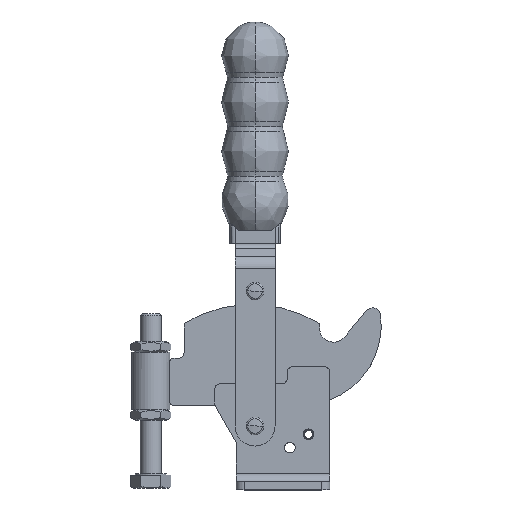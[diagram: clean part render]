
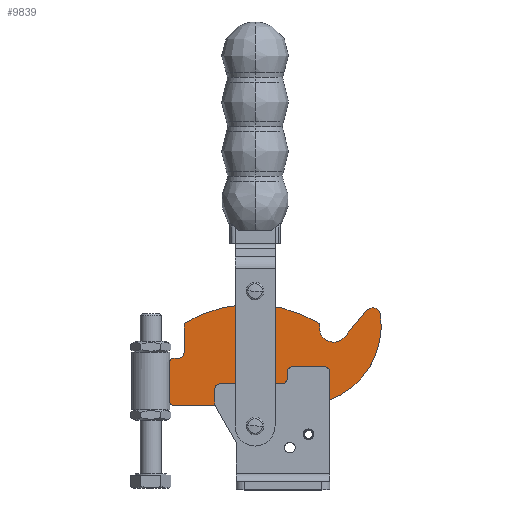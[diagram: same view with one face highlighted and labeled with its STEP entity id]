
A CAD part, top view. The second image highlights one B-rep face of the part: STEP entity #9839.
In plain terms, the highlighted planar face has unit normal (0, 0, 1).
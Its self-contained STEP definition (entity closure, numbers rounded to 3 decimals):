
#9067=CARTESIAN_POINT('',(24.,36.213,9.));
#9068=VERTEX_POINT('',#9067);
#9077=CARTESIAN_POINT('',(30.,36.213,9.));
#9078=VERTEX_POINT('',#9077);
#9079=CARTESIAN_POINT('',(27.,36.213,9.));
#9080=DIRECTION('',(0.0,0.0,-1.0));
#9081=DIRECTION('',(-1.0,0.0,0.0));
#9082=AXIS2_PLACEMENT_3D('',#9079,#9080,#9081);
#9083=CIRCLE('',#9082,3.);
#9084=EDGE_CURVE('',#9078,#9068,#9083,.T.);
#9111=CARTESIAN_POINT('',(-24.567,45.421,9.));
#9112=VERTEX_POINT('',#9111);
#9136=CARTESIAN_POINT('',(-24.86,44.713,9.));
#9137=VERTEX_POINT('',#9136);
#9144=CARTESIAN_POINT('',(-23.86,44.713,9.));
#9145=DIRECTION('',(0.,0.,-1.));
#9146=DIRECTION('',(-0.707,0.707,0.));
#9147=AXIS2_PLACEMENT_3D('',#9144,#9145,#9146);
#9148=CIRCLE('',#9147,1.0);
#9149=EDGE_CURVE('',#9137,#9112,#9148,.T.);
#9161=CARTESIAN_POINT('',(-24.567,28.506,9.));
#9162=VERTEX_POINT('',#9161);
#9178=CARTESIAN_POINT('',(-23.86,28.213,9.));
#9179=VERTEX_POINT('',#9178);
#9186=CARTESIAN_POINT('',(-23.86,29.213,9.));
#9187=DIRECTION('',(0.,0.,-1.0));
#9188=DIRECTION('',(-0.707,-0.707,0.));
#9189=AXIS2_PLACEMENT_3D('',#9186,#9187,#9188);
#9190=CIRCLE('',#9189,1.0);
#9191=EDGE_CURVE('',#9179,#9162,#9190,.T.);
#9203=CARTESIAN_POINT('',(-19.37,58.713,9.));
#9204=VERTEX_POINT('',#9203);
#9220=CARTESIAN_POINT('',(-19.5,58.219,9.));
#9221=VERTEX_POINT('',#9220);
#9228=CARTESIAN_POINT('',(-18.5,58.219,9.));
#9229=DIRECTION('',(0.,0.,-1.));
#9230=DIRECTION('',(-0.87,0.493,0.));
#9231=AXIS2_PLACEMENT_3D('',#9228,#9229,#9230);
#9232=CIRCLE('',#9231,1.0);
#9233=EDGE_CURVE('',#9221,#9204,#9232,.T.);
#9245=CARTESIAN_POINT('',(31.096,58.527,9.));
#9246=VERTEX_POINT('',#9245);
#9262=CARTESIAN_POINT('',(30.706,58.962,9.));
#9263=VERTEX_POINT('',#9262);
#9270=CARTESIAN_POINT('',(30.189,58.106,9.));
#9271=DIRECTION('',(0.,0.,-1.0));
#9272=DIRECTION('',(0.907,0.421,0.));
#9273=AXIS2_PLACEMENT_3D('',#9270,#9271,#9272);
#9274=CIRCLE('',#9273,1.);
#9275=EDGE_CURVE('',#9263,#9246,#9274,.T.);
#9287=CARTESIAN_POINT('',(-20.232,46.446,9.));
#9288=VERTEX_POINT('',#9287);
#9304=CARTESIAN_POINT('',(-22.,45.713,9.));
#9305=VERTEX_POINT('',#9304);
#9312=CARTESIAN_POINT('',(-22.,48.213,9.));
#9313=DIRECTION('',(0.,0.,1.));
#9314=DIRECTION('',(0.707,-0.707,0.));
#9315=AXIS2_PLACEMENT_3D('',#9312,#9313,#9314);
#9316=CIRCLE('',#9315,2.5);
#9317=EDGE_CURVE('',#9305,#9288,#9316,.T.);
#9359=CARTESIAN_POINT('',(-19.5,48.213,9.));
#9360=VERTEX_POINT('',#9359);
#9361=CARTESIAN_POINT('',(-22.,48.213,9.));
#9362=DIRECTION('',(0.,0.,1.));
#9363=DIRECTION('',(0.707,-0.707,0.));
#9364=AXIS2_PLACEMENT_3D('',#9361,#9362,#9363);
#9365=CIRCLE('',#9364,2.5);
#9366=EDGE_CURVE('',#9288,#9360,#9365,.T.);
#9400=CARTESIAN_POINT('',(-23.86,45.713,9.));
#9401=VERTEX_POINT('',#9400);
#9408=CARTESIAN_POINT('',(-23.86,45.713,9.));
#9409=DIRECTION('',(1.0,0.0,0.0));
#9410=VECTOR('',#9409,1.86);
#9411=LINE('',#9408,#9410);
#9412=EDGE_CURVE('',#9401,#9305,#9411,.T.);
#9423=CARTESIAN_POINT('',(31.176,57.948,9.));
#9424=VERTEX_POINT('',#9423);
#9425=CARTESIAN_POINT('',(30.189,58.106,9.));
#9426=DIRECTION('',(0.,0.,-1.0));
#9427=DIRECTION('',(0.907,0.421,0.));
#9428=AXIS2_PLACEMENT_3D('',#9425,#9426,#9427);
#9429=CIRCLE('',#9428,1.);
#9430=EDGE_CURVE('',#9246,#9424,#9429,.T.);
#9465=CARTESIAN_POINT('',(-19.013,59.078,9.));
#9466=VERTEX_POINT('',#9465);
#9473=CARTESIAN_POINT('',(5.75,17.643,9.));
#9474=DIRECTION('',(0.,0.,-1.));
#9475=DIRECTION('',(0.53,0.848,0.));
#9476=AXIS2_PLACEMENT_3D('',#9473,#9474,#9475);
#9477=CIRCLE('',#9476,48.27);
#9478=EDGE_CURVE('',#9466,#9263,#9477,.T.);
#9585=CARTESIAN_POINT('',(-18.5,58.219,9.));
#9586=DIRECTION('',(0.,0.,-1.));
#9587=DIRECTION('',(-0.87,0.493,0.));
#9588=AXIS2_PLACEMENT_3D('',#9585,#9586,#9587);
#9589=CIRCLE('',#9588,1.0);
#9590=EDGE_CURVE('',#9204,#9466,#9589,.T.);
#9603=CARTESIAN_POINT('',(-19.5,48.213,9.));
#9604=DIRECTION('',(0.0,1.0,0.0));
#9605=VECTOR('',#9604,10.006);
#9606=LINE('',#9603,#9605);
#9607=EDGE_CURVE('',#9360,#9221,#9606,.T.);
#9620=CARTESIAN_POINT('',(-24.86,29.213,9.));
#9621=VERTEX_POINT('',#9620);
#9622=CARTESIAN_POINT('',(-23.86,29.213,9.));
#9623=DIRECTION('',(0.,0.,-1.0));
#9624=DIRECTION('',(-0.707,-0.707,0.));
#9625=AXIS2_PLACEMENT_3D('',#9622,#9623,#9624);
#9626=CIRCLE('',#9625,1.0);
#9627=EDGE_CURVE('',#9162,#9621,#9626,.T.);
#9647=CARTESIAN_POINT('',(24.35,28.213,9.));
#9648=VERTEX_POINT('',#9647);
#9655=CARTESIAN_POINT('',(24.35,28.213,9.));
#9656=DIRECTION('',(-1.0,0.0,0.0));
#9657=VECTOR('',#9656,48.21);
#9658=LINE('',#9655,#9657);
#9659=EDGE_CURVE('',#9648,#9179,#9658,.T.);
#9670=CARTESIAN_POINT('',(-23.86,44.713,9.));
#9671=DIRECTION('',(0.,0.,-1.));
#9672=DIRECTION('',(-0.707,0.707,0.));
#9673=AXIS2_PLACEMENT_3D('',#9670,#9671,#9672);
#9674=CIRCLE('',#9673,1.0);
#9675=EDGE_CURVE('',#9112,#9401,#9674,.T.);
#9690=CARTESIAN_POINT('',(27.,36.213,9.));
#9691=DIRECTION('',(0.0,0.0,-1.0));
#9692=DIRECTION('',(-1.0,0.0,0.0));
#9693=AXIS2_PLACEMENT_3D('',#9690,#9691,#9692);
#9694=CIRCLE('',#9693,3.);
#9695=EDGE_CURVE('',#9068,#9078,#9694,.T.);
#9707=CARTESIAN_POINT('',(-24.86,29.213,9.));
#9708=DIRECTION('',(0.0,1.0,0.0));
#9709=VECTOR('',#9708,15.5);
#9710=LINE('',#9707,#9709);
#9711=EDGE_CURVE('',#9621,#9137,#9710,.T.);
#9723=CARTESIAN_POINT('',(40.484,53.724,9.));
#9724=VERTEX_POINT('',#9723);
#9725=CARTESIAN_POINT('',(36.41,57.113,9.0));
#9726=DIRECTION('',(0.,0.,1.0));
#9727=DIRECTION('',(0.961,-0.278,0.));
#9728=AXIS2_PLACEMENT_3D('',#9725,#9726,#9727);
#9729=CIRCLE('',#9728,5.3);
#9730=EDGE_CURVE('',#9424,#9724,#9729,.T.);
#9747=CARTESIAN_POINT('',(48.686,63.582,9.));
#9748=VERTEX_POINT('',#9747);
#9749=CARTESIAN_POINT('',(40.484,53.724,9.));
#9750=DIRECTION('',(0.64,0.769,0.));
#9751=VECTOR('',#9750,12.824);
#9752=LINE('',#9749,#9751);
#9753=EDGE_CURVE('',#9724,#9748,#9752,.T.);
#9771=CARTESIAN_POINT('',(53.965,62.062,9.));
#9772=VERTEX_POINT('',#9771);
#9773=CARTESIAN_POINT('',(50.992,61.664,9.));
#9774=DIRECTION('',(0.,0.,-1.0));
#9775=DIRECTION('',(0.991,0.133,0.));
#9776=AXIS2_PLACEMENT_3D('',#9773,#9774,#9775);
#9777=CIRCLE('',#9776,3.);
#9778=EDGE_CURVE('',#9748,#9772,#9777,.T.);
#9796=CARTESIAN_POINT('',(24.35,58.093,9.));
#9797=DIRECTION('',(0.0,0.0,-1.0));
#9798=DIRECTION('',(0.0,-1.0,0.0));
#9799=AXIS2_PLACEMENT_3D('',#9796,#9797,#9798);
#9800=CIRCLE('',#9799,29.88);
#9801=EDGE_CURVE('',#9772,#9648,#9800,.T.);
#9809=CARTESIAN_POINT('',(14.094,46.498,9.));
#9810=DIRECTION('',(0.0,0.0,1.0));
#9811=DIRECTION('',(1.0,0.0,0.0));
#9812=AXIS2_PLACEMENT_3D('',#9809,#9810,#9811);
#9813=PLANE('',#9812);
#9814=ORIENTED_EDGE('',*,*,#9275,.F.);
#9815=ORIENTED_EDGE('',*,*,#9478,.F.);
#9816=ORIENTED_EDGE('',*,*,#9590,.F.);
#9817=ORIENTED_EDGE('',*,*,#9233,.F.);
#9818=ORIENTED_EDGE('',*,*,#9607,.F.);
#9819=ORIENTED_EDGE('',*,*,#9366,.F.);
#9820=ORIENTED_EDGE('',*,*,#9317,.F.);
#9821=ORIENTED_EDGE('',*,*,#9412,.F.);
#9822=ORIENTED_EDGE('',*,*,#9675,.F.);
#9823=ORIENTED_EDGE('',*,*,#9149,.F.);
#9824=ORIENTED_EDGE('',*,*,#9711,.F.);
#9825=ORIENTED_EDGE('',*,*,#9627,.F.);
#9826=ORIENTED_EDGE('',*,*,#9191,.F.);
#9827=ORIENTED_EDGE('',*,*,#9659,.F.);
#9828=ORIENTED_EDGE('',*,*,#9801,.F.);
#9829=ORIENTED_EDGE('',*,*,#9778,.F.);
#9830=ORIENTED_EDGE('',*,*,#9753,.F.);
#9831=ORIENTED_EDGE('',*,*,#9730,.F.);
#9832=ORIENTED_EDGE('',*,*,#9430,.F.);
#9833=EDGE_LOOP('',(#9814,#9815,#9816,#9817,#9818,#9819,#9820,#9821,#9822,#9823,#9824,#9825,#9826,#9827,#9828,#9829,#9830,#9831,#9832));
#9834=FACE_OUTER_BOUND('',#9833,.T.);
#9835=ORIENTED_EDGE('',*,*,#9084,.T.);
#9836=ORIENTED_EDGE('',*,*,#9695,.T.);
#9837=EDGE_LOOP('',(#9835,#9836));
#9838=FACE_BOUND('',#9837,.T.);
#9839=ADVANCED_FACE('',(#9834,#9838),#9813,.T.);
